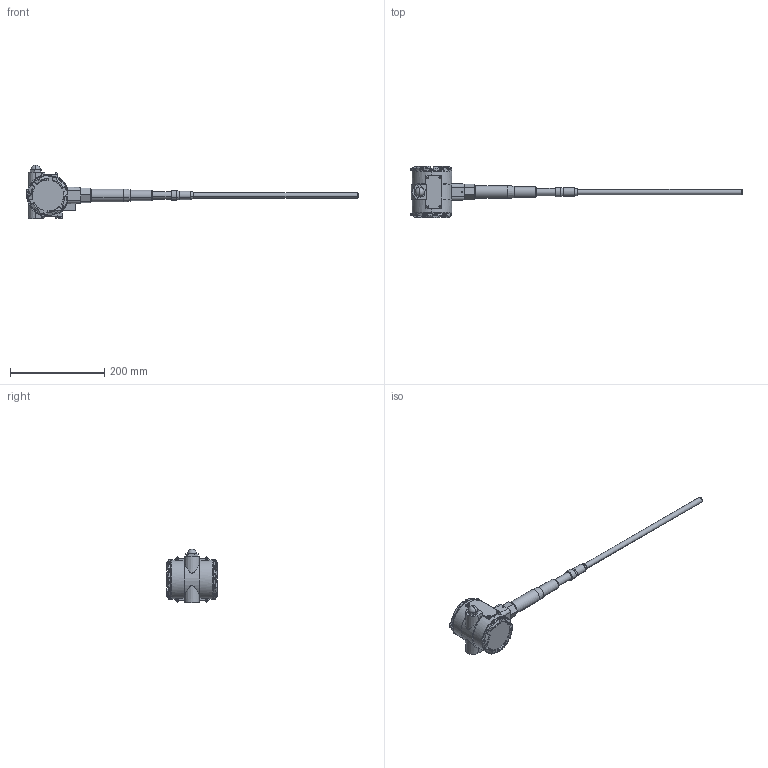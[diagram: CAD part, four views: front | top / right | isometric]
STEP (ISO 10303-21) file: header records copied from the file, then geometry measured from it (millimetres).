
FILE_DESCRIPTION (( 'STEP AP214' ), '1' );
FILE_NAME ('cls2.STEP', '2020-12-22T19:23:22', ( '' ), ( '' ), 'SwSTEP 2.0', 'SolidWorks 2020', '' );
FILE_SCHEMA (( 'AUTOMOTIVE_DESIGN' ));
Length unit declared in the file: inch
Products named in the file (13): rod; nameplate; 42113800; 31039505; cap; cls2; pcb2; 31054400_90283A146; pcb2a; 41076300; rivet; pcb1; 42157101
Assembly tree (21 placements, depth 2):
  cls2
    42157101
    31039505
    31054400_90283A146
    42113800
    41076300
    rivet  x8
    nameplate  x2
    cap  x2
    rod
    pcb1
    pcb2
    pcb2a
Bounding box: 702.83 x 109.45 x 113.8 mm (x, y, z)
Volume: 506582.6 mm3; surface area: 199557.4 mm2
Topology: 22 solids, 22 shells, 2122 faces, 5273 edges, 3074 vertices
Faces by surface type: cylinder 633, bspline 444, plane 436, torus 256, sphere 180, cone 173
Entity records: 79866 total; most frequent: CARTESIAN_POINT 46069, ORIENTED_EDGE 7298, DIRECTION 6371, EDGE_CURVE 3649, AXIS2_PLACEMENT_3D 2561, VERTEX_POINT 2239, EDGE_LOOP 1574, FACE_OUTER_BOUND 1488
